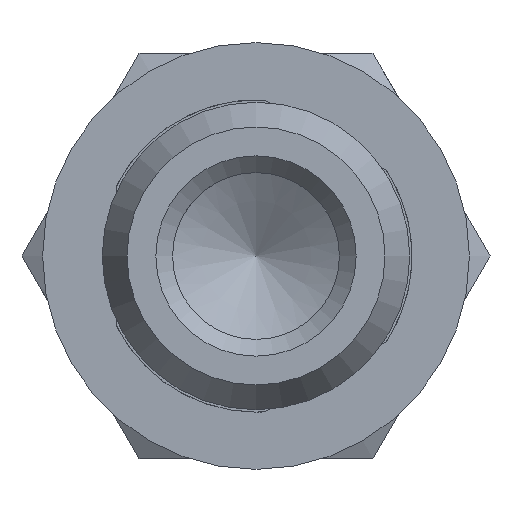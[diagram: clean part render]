
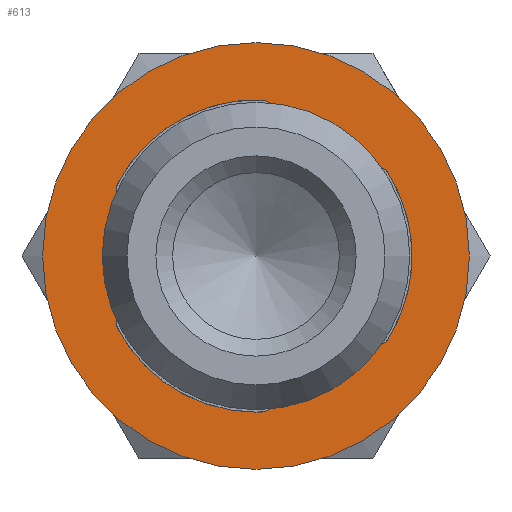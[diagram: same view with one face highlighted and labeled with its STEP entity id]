
A CAD part, front view. The second image highlights one B-rep face of the part: STEP entity #613.
In plain terms, the highlighted planar face has unit normal (0, -1, 0).
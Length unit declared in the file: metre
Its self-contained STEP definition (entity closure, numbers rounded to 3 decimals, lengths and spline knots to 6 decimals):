
#70=CIRCLE('',#668,0.00655);
#71=CIRCLE('',#669,0.00655);
#72=CIRCLE('',#670,0.00655);
#73=CIRCLE('',#671,0.00895);
#96=LINE('',#884,#114);
#99=LINE('',#890,#117);
#103=LINE('',#901,#121);
#114=VECTOR('',#734,1.);
#117=VECTOR('',#739,1.);
#121=VECTOR('',#749,1.);
#146=ORIENTED_EDGE('',*,*,#261,.F.);
#147=ORIENTED_EDGE('',*,*,#259,.F.);
#148=ORIENTED_EDGE('',*,*,#262,.F.);
#149=ORIENTED_EDGE('',*,*,#251,.F.);
#150=ORIENTED_EDGE('',*,*,#263,.F.);
#151=ORIENTED_EDGE('',*,*,#254,.F.);
#152=ORIENTED_EDGE('',*,*,#264,.T.);
#251=EDGE_CURVE('',#310,#308,#96,.T.);
#254=EDGE_CURVE('',#312,#311,#99,.T.);
#259=EDGE_CURVE('',#316,#315,#103,.T.);
#261=EDGE_CURVE('',#315,#312,#70,.T.);
#262=EDGE_CURVE('',#308,#316,#71,.T.);
#263=EDGE_CURVE('',#311,#310,#72,.T.);
#264=EDGE_CURVE('',#317,#317,#73,.T.);
#308=VERTEX_POINT('',#879);
#310=VERTEX_POINT('',#883);
#311=VERTEX_POINT('',#887);
#312=VERTEX_POINT('',#889);
#315=VERTEX_POINT('',#898);
#316=VERTEX_POINT('',#900);
#317=VERTEX_POINT('',#909);
#362=EDGE_LOOP('',(#146,#147,#148,#149,#150,#151));
#363=EDGE_LOOP('',(#152));
#424=FACE_BOUND('',#362,.T.);
#425=FACE_BOUND('',#363,.T.);
#487=PLANE('',#667);
#613=ADVANCED_FACE('',(#424,#425),#487,.T.);
#667=AXIS2_PLACEMENT_3D('',#904,#754,#755);
#668=AXIS2_PLACEMENT_3D('',#905,#756,#757);
#669=AXIS2_PLACEMENT_3D('',#906,#758,#759);
#670=AXIS2_PLACEMENT_3D('',#907,#760,#761);
#671=AXIS2_PLACEMENT_3D('',#908,#762,#763);
#734=DIRECTION('',(-0.866,0.,0.5));
#739=DIRECTION('',(0.866,0.,0.5));
#749=DIRECTION('',(0.,0.,-1.));
#754=DIRECTION('',(0.,-1.,0.));
#755=DIRECTION('',(0.,0.,-1.));
#756=DIRECTION('',(0.,-1.,0.));
#757=DIRECTION('',(0.,0.,-1.));
#758=DIRECTION('',(0.,-1.,0.));
#759=DIRECTION('',(0.,0.,-1.));
#760=DIRECTION('',(0.,-1.,0.));
#761=DIRECTION('',(0.,0.,-1.));
#762=DIRECTION('',(0.,-1.,0.));
#763=DIRECTION('',(0.,0.,-1.));
#879=CARTESIAN_POINT('',(0.000374,0.0059,0.006539));
#883=CARTESIAN_POINT('',(0.005476,0.0059,0.003593));
#884=CARTESIAN_POINT('',(0.000374,0.0059,0.006539));
#887=CARTESIAN_POINT('',(0.005476,0.0059,-0.003593));
#889=CARTESIAN_POINT('',(0.000374,0.0059,-0.006539));
#890=CARTESIAN_POINT('',(0.005476,0.0059,-0.003593));
#898=CARTESIAN_POINT('',(-0.00585,0.0059,-0.002946));
#900=CARTESIAN_POINT('',(-0.00585,0.0059,0.002946));
#901=CARTESIAN_POINT('',(-0.00585,0.0059,-0.002946));
#904=CARTESIAN_POINT('',(0.00655,0.0059,0.));
#905=CARTESIAN_POINT('',(0.,0.0059,0.));
#906=CARTESIAN_POINT('',(0.,0.0059,0.));
#907=CARTESIAN_POINT('',(0.,0.0059,0.));
#908=CARTESIAN_POINT('',(0.,0.0059,0.));
#909=CARTESIAN_POINT('',(0.,0.0059,-0.00895));
